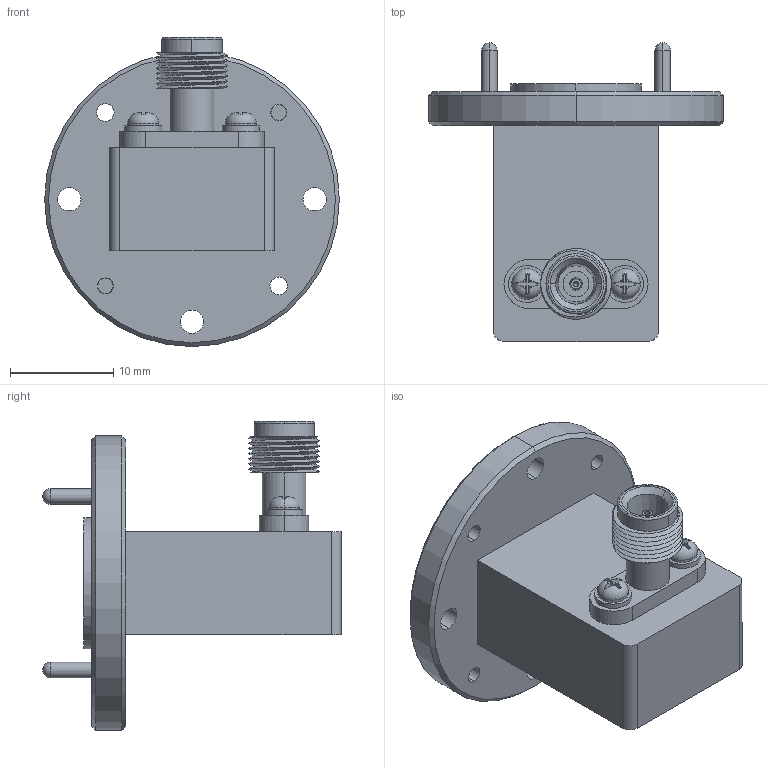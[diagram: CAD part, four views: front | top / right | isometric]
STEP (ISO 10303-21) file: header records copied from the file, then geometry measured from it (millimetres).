
FILE_DESCRIPTION (( 'STEP AP214' ), '1' );
FILE_NAME ('FMWCK1006_3D.step', '2023-07-13T18:09:01', ( '' ), ( '' ), 'SwSTEP 2.0', 'SolidWorks 2022', '' );
FILE_SCHEMA (( 'AUTOMOTIVE_DESIGN' ));
Length unit declared in the file: millimetre
Products named in the file (3): FMWCK1006_3D; FBP220^FMWCK1006; FSTNR^FMWCK1006
Assembly tree (2 placements, depth 2):
  FMWCK1006_3D
    FBP220^FMWCK1006
    FSTNR^FMWCK1006
Bounding box: 28.6 x 29 x 30 mm (x, y, z)
Volume: 5382.7 mm3; surface area: 3680.9 mm2
Topology: 4 solids, 4 shells, 150 faces, 362 edges, 229 vertices
Faces by surface type: plane 62, cylinder 50, cone 26, torus 6, sphere 4, bspline 2
Entity records: 5424 total; most frequent: CARTESIAN_POINT 1762, DIRECTION 772, ORIENTED_EDGE 704, EDGE_CURVE 352, AXIS2_PLACEMENT_3D 301, VERTEX_POINT 225, EDGE_LOOP 181, LINE 170
